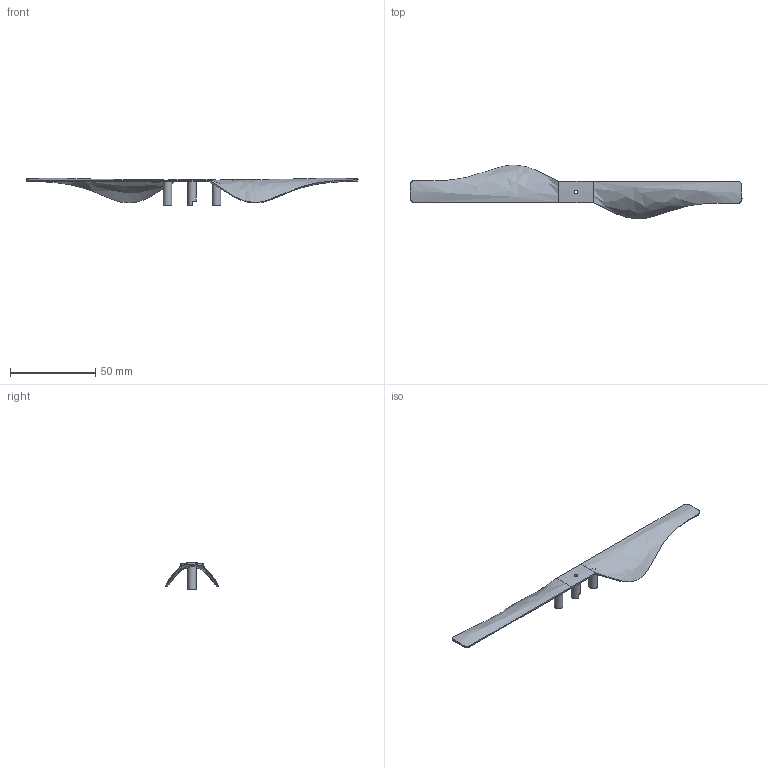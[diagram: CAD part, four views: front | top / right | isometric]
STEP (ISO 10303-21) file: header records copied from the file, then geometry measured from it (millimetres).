
FILE_DESCRIPTION(/* description */ (''),/* implementation_level */ '2;1');
FILE_NAME(/* name */ 'Blade.stp',/* time_stamp */ '2020-02-25T19:42:40+01:00',/* author */ (''),/* organization */ (''),/* preprocessor_version */ 'ST-DEVELOPER v16.7',/* originating_system */ 'SIEMENS PLM Software NX 1867',/* authorisation */ '');
FILE_SCHEMA (('AUTOMOTIVE_DESIGN { 1 0 10303 214 3 1 1 1 }'));
Length unit declared in the file: millimetre
Products named in the file (1): solid_5_sldprt
Bounding box: 194.5 x 31.38 x 16.02 mm (x, y, z)
Volume: 3886.2 mm3; surface area: 8349.5 mm2
Topology: 1 solids, 1 shells, 32 faces, 74 edges, 48 vertices
Faces by surface type: cylinder 12, bspline 10, plane 10
Full cylindrical faces by diameter (mm): 2 x1, 3.5 x2, 5 x3
Entity records: 1959 total; most frequent: CARTESIAN_POINT 1379, ORIENTED_EDGE 124, DIRECTION 68, EDGE_CURVE 62, EDGE_LOOP 44, B_SPLINE_CURVE_WITH_KNOTS 43, VERTEX_POINT 42, ADVANCED_FACE 32
